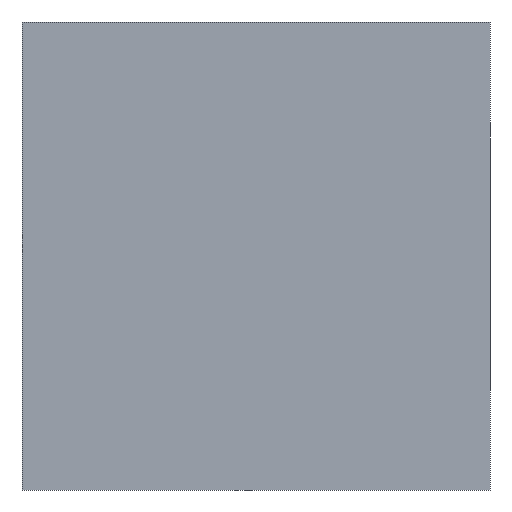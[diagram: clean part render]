
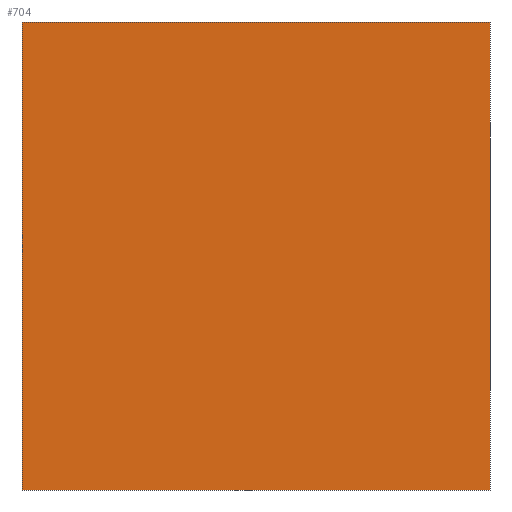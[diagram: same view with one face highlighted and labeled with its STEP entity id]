
A CAD part, front view. The second image highlights one B-rep face of the part: STEP entity #704.
In plain terms, the highlighted planar face has unit normal (0, -1, 0).
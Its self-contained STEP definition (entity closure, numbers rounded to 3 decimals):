
#72=PLANE('',#802);
#104=FACE_OUTER_BOUND('',#188,.T.);
#188=EDGE_LOOP('',(#643,#644,#645,#646));
#215=LINE('',#1171,#253);
#219=LINE('',#1179,#257);
#222=LINE('',#1185,#260);
#225=LINE('',#1190,#263);
#253=VECTOR('',#989,10.);
#257=VECTOR('',#995,10.);
#260=VECTOR('',#1000,10.);
#263=VECTOR('',#1005,10.);
#369=VERTEX_POINT('',#1169);
#370=VERTEX_POINT('',#1170);
#373=VERTEX_POINT('',#1178);
#375=VERTEX_POINT('',#1184);
#455=EDGE_CURVE('',#369,#370,#215,.T.);
#459=EDGE_CURVE('',#373,#369,#219,.T.);
#462=EDGE_CURVE('',#375,#373,#222,.T.);
#465=EDGE_CURVE('',#370,#375,#225,.T.);
#643=ORIENTED_EDGE('',*,*,#465,.F.);
#644=ORIENTED_EDGE('',*,*,#455,.F.);
#645=ORIENTED_EDGE('',*,*,#459,.F.);
#646=ORIENTED_EDGE('',*,*,#462,.F.);
#704=ADVANCED_FACE('',(#104),#72,.F.);
#802=AXIS2_PLACEMENT_3D('',#1193,#1009,#1010);
#989=DIRECTION('',(-1.,0.,0.));
#995=DIRECTION('',(0.,0.,-1.));
#1000=DIRECTION('',(1.,0.,0.));
#1005=DIRECTION('',(0.,0.,1.));
#1009=DIRECTION('center_axis',(0.,1.,0.));
#1010=DIRECTION('ref_axis',(1.,0.,0.));
#1169=CARTESIAN_POINT('',(3.5,0.,-3.5));
#1170=CARTESIAN_POINT('',(0.,0.,-3.5));
#1171=CARTESIAN_POINT('',(3.5,0.,-3.5));
#1178=CARTESIAN_POINT('',(3.5,0.,0.));
#1179=CARTESIAN_POINT('',(3.5,0.,0.));
#1184=CARTESIAN_POINT('',(0.,0.,0.));
#1185=CARTESIAN_POINT('',(0.,0.,0.));
#1190=CARTESIAN_POINT('',(0.,0.,-3.5));
#1193=CARTESIAN_POINT('Origin',(1.75,0.,-1.75));
